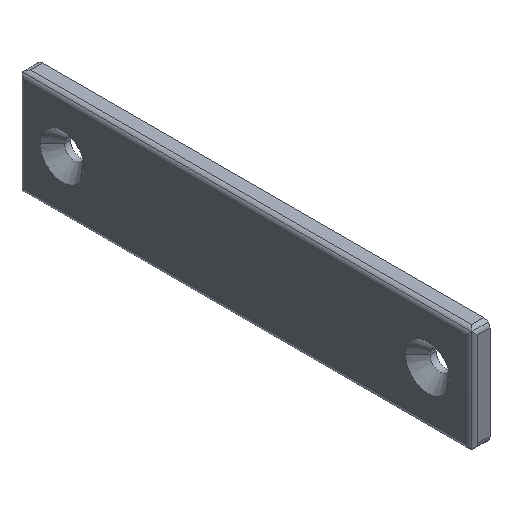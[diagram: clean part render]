
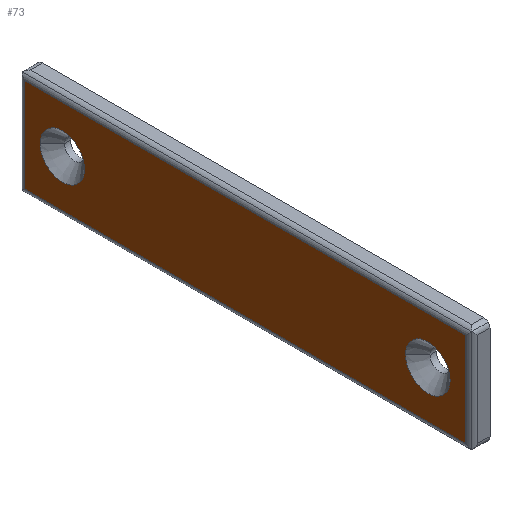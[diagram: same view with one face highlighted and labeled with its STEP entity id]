
A CAD part, isometric view. The second image highlights one B-rep face of the part: STEP entity #73.
In plain terms, the highlighted planar face has unit normal (-1, 0, 0).
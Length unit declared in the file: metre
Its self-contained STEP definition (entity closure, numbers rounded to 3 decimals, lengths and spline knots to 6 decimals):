
#73=ADVANCED_FACE('1:23160',(#127,#128,#129),#130,.T.);
#127=FACE_OUTER_BOUND('',#192,.T.);
#128=FACE_BOUND('',#193,.T.);
#129=FACE_BOUND('',#194,.T.);
#130=PLANE('',#195);
#192=EDGE_LOOP('',(#367,#368,#369,#370));
#193=EDGE_LOOP('',(#371,#372));
#194=EDGE_LOOP('',(#373,#374));
#195=AXIS2_PLACEMENT_3D('',#375,#376,#377);
#367=ORIENTED_EDGE('',*,*,#482,.F.);
#368=ORIENTED_EDGE('',*,*,#479,.F.);
#369=ORIENTED_EDGE('',*,*,#491,.F.);
#370=ORIENTED_EDGE('',*,*,#495,.F.);
#371=ORIENTED_EDGE('',*,*,#446,.F.);
#372=ORIENTED_EDGE('',*,*,#500,.F.);
#373=ORIENTED_EDGE('',*,*,#453,.F.);
#374=ORIENTED_EDGE('',*,*,#501,.F.);
#375=CARTESIAN_POINT('',(-0.077679,-0.048709,-0.017));
#376=DIRECTION('',(-1.0,0.,0.0));
#377=DIRECTION('',(0.,1.0,0.0));
#446=EDGE_CURVE('1:23286',#518,#516,#520,.T.);
#453=EDGE_CURVE('1:23289',#531,#529,#533,.T.);
#479=EDGE_CURVE('1:23214',#577,#579,#580,.T.);
#482=EDGE_CURVE('1:23199',#579,#583,#584,.T.);
#491=EDGE_CURVE('1:23244',#594,#577,#596,.T.);
#495=EDGE_CURVE('1:23259',#583,#594,#601,.T.);
#500=EDGE_CURVE('1:23286',#516,#518,#608,.T.);
#501=EDGE_CURVE('1:23289',#529,#531,#609,.T.);
#516=VERTEX_POINT('',#626);
#518=VERTEX_POINT('',#629);
#520=CIRCLE('',#632,0.00365);
#529=VERTEX_POINT('',#643);
#531=VERTEX_POINT('',#646);
#533=CIRCLE('',#649,0.00365);
#577=VERTEX_POINT('',#706);
#579=VERTEX_POINT('',#708);
#580=LINE('',#709,#710);
#583=VERTEX_POINT('',#714);
#584=LINE('',#715,#716);
#594=VERTEX_POINT('',#730);
#596=LINE('',#732,#733);
#601=LINE('',#740,#741);
#608=CIRCLE('',#751,0.00365);
#609=CIRCLE('',#752,0.00365);
#626=CARTESIAN_POINT('',(-0.077679,-0.082359,-0.017));
#629=CARTESIAN_POINT('',(-0.077679,-0.075059,-0.017));
#632=AXIS2_PLACEMENT_3D('',#770,#771,#772);
#643=CARTESIAN_POINT('',(-0.077679,-0.022359,-0.017));
#646=CARTESIAN_POINT('',(-0.077679,-0.015059,-0.017));
#649=AXIS2_PLACEMENT_3D('',#783,#784,#785);
#706=CARTESIAN_POINT('',(-0.077679,-0.084909,-0.0247));
#708=CARTESIAN_POINT('',(-0.077679,-0.012509,-0.0247));
#709=CARTESIAN_POINT('',(-0.077679,-0.048709,-0.0247));
#710=VECTOR('',#835,1.0);
#714=CARTESIAN_POINT('',(-0.077679,-0.012509,-0.0093));
#715=CARTESIAN_POINT('',(-0.077679,-0.012509,-0.017));
#716=VECTOR('',#840,1.0);
#730=CARTESIAN_POINT('',(-0.077679,-0.084909,-0.0093));
#732=CARTESIAN_POINT('',(-0.077679,-0.084909,-0.017));
#733=VECTOR('',#857,1.0);
#740=CARTESIAN_POINT('',(-0.077679,-0.048709,-0.0093));
#741=VECTOR('',#863,1.0);
#751=AXIS2_PLACEMENT_3D('',#870,#871,#872);
#752=AXIS2_PLACEMENT_3D('',#873,#874,#875);
#770=CARTESIAN_POINT('',(-0.077679,-0.078709,-0.017));
#771=DIRECTION('',(-1.0,0.,0.0));
#772=DIRECTION('',(0.,-1.0,0.0));
#783=CARTESIAN_POINT('',(-0.077679,-0.018709,-0.017));
#784=DIRECTION('',(-1.0,0.,0.0));
#785=DIRECTION('',(0.,-1.0,0.0));
#835=DIRECTION('',(0.,1.0,0.0));
#840=DIRECTION('',(0.,0.,1.0));
#857=DIRECTION('',(-0.0,-0.0,-1.0));
#863=DIRECTION('',(0.,-1.0,-0.0));
#870=CARTESIAN_POINT('',(-0.077679,-0.078709,-0.017));
#871=DIRECTION('',(-1.0,0.,0.0));
#872=DIRECTION('',(0.,-1.0,0.0));
#873=CARTESIAN_POINT('',(-0.077679,-0.018709,-0.017));
#874=DIRECTION('',(-1.0,0.,0.0));
#875=DIRECTION('',(0.,-1.0,0.0));
